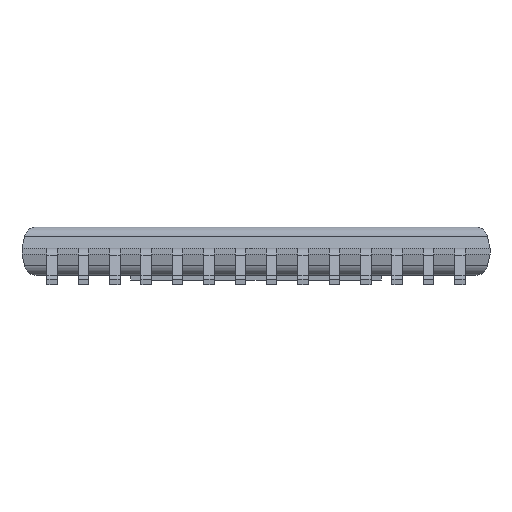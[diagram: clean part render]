
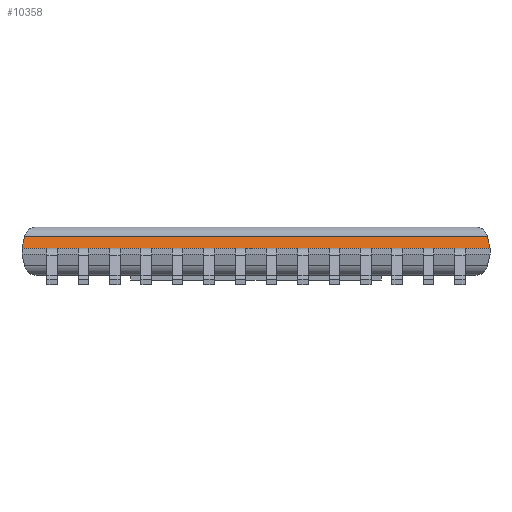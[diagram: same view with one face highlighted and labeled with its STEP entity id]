
A CAD part, left-side view. The second image highlights one B-rep face of the part: STEP entity #10358.
In plain terms, the highlighted planar face has unit normal (-0.978, 0, 0.208).
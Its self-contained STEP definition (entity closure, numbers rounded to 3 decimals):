
#495=PLANE('',#10873);
#978=FACE_OUTER_BOUND('',#1586,.T.);
#1586=EDGE_LOOP('',(#7954,#7955,#7956,#7957));
#2229=LINE('',#17243,#3279);
#2233=LINE('',#17257,#3283);
#2236=LINE('',#17263,#3286);
#2237=LINE('',#17264,#3287);
#3279=VECTOR('',#11856,10.);
#3283=VECTOR('',#11874,10.);
#3286=VECTOR('',#11879,10.);
#3287=VECTOR('',#11880,10.);
#4699=VERTEX_POINT('',#17240);
#4700=VERTEX_POINT('',#17242);
#4703=VERTEX_POINT('',#17256);
#4705=VERTEX_POINT('',#17262);
#5896=EDGE_CURVE('',#4699,#4700,#2229,.T.);
#5903=EDGE_CURVE('',#4700,#4703,#2233,.T.);
#5906=EDGE_CURVE('',#4705,#4699,#2236,.T.);
#5907=EDGE_CURVE('',#4703,#4705,#2237,.T.);
#7954=ORIENTED_EDGE('',*,*,#5896,.F.);
#7955=ORIENTED_EDGE('',*,*,#5906,.F.);
#7956=ORIENTED_EDGE('',*,*,#5907,.F.);
#7957=ORIENTED_EDGE('',*,*,#5903,.F.);
#10358=ADVANCED_FACE('',(#978),#495,.F.);
#10873=AXIS2_PLACEMENT_3D('',#17261,#11877,#11878);
#11856=DIRECTION('',(0.,-1.,0.));
#11874=DIRECTION('',(-0.204,-0.204,-0.958));
#11877=DIRECTION('center_axis',(0.978,0.,-0.208));
#11878=DIRECTION('ref_axis',(-0.208,0.,-0.978));
#11879=DIRECTION('',(0.204,-0.204,0.958));
#11880=DIRECTION('',(0.,1.,0.));
#17240=CARTESIAN_POINT('',(-3.149,4.799,0.802));
#17242=CARTESIAN_POINT('',(-3.149,-4.799,0.802));
#17243=CARTESIAN_POINT('',(-3.149,-2.425,0.802));
#17256=CARTESIAN_POINT('',(-3.2,-4.85,0.56));
#17257=CARTESIAN_POINT('',(-3.155,-4.805,0.771));
#17261=CARTESIAN_POINT('Origin',(-3.106,-4.85,1.));
#17262=CARTESIAN_POINT('',(-3.2,4.85,0.56));
#17263=CARTESIAN_POINT('',(-2.909,4.559,1.927));
#17264=CARTESIAN_POINT('',(-3.2,0.,0.56));
